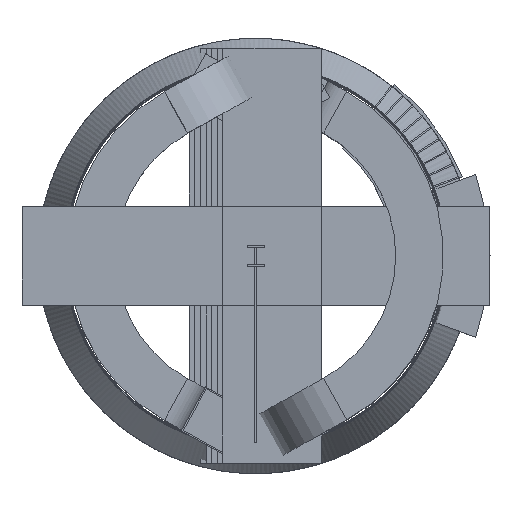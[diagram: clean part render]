
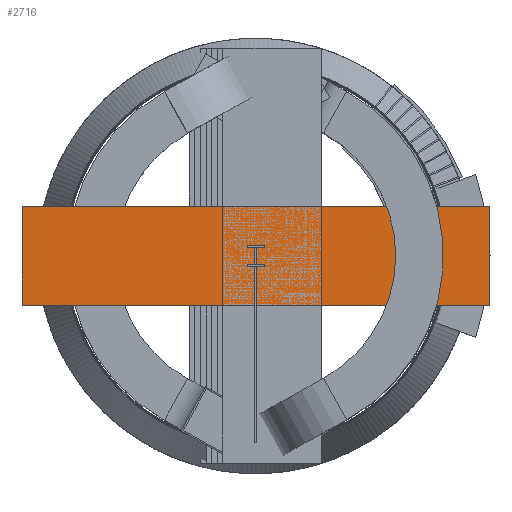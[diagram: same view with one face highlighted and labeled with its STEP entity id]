
A CAD part, top view. The second image highlights one B-rep face of the part: STEP entity #2716.
In plain terms, the highlighted planar face has unit normal (0, 0, 1).
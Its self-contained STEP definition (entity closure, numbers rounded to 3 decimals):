
#2402 = VERTEX_POINT('',#2403);
#2403 = CARTESIAN_POINT('',(-3431.5,-727.25,
    221.));
#2410 = PLANE('',#2411);
#2411 = AXIS2_PLACEMENT_3D('',#2412,#2413,#2414);
#2412 = CARTESIAN_POINT('',(-3431.5,-727.25,
    -221.));
#2413 = DIRECTION('',(1.,0.,0.));
#2414 = DIRECTION('',(0.,0.,1.));
#2422 = PLANE('',#2423);
#2423 = AXIS2_PLACEMENT_3D('',#2424,#2425,#2426);
#2424 = CARTESIAN_POINT('',(-3431.5,-727.25,
    -221.));
#2425 = DIRECTION('',(0.,1.,0.));
#2426 = DIRECTION('',(0.,0.,1.));
#2463 = VERTEX_POINT('',#2464);
#2464 = CARTESIAN_POINT('',(-3431.5,727.25,
    221.));
#2478 = PLANE('',#2479);
#2479 = AXIS2_PLACEMENT_3D('',#2480,#2481,#2482);
#2480 = CARTESIAN_POINT('',(-3431.5,727.25,
    -221.));
#2481 = DIRECTION('',(0.,1.,0.));
#2482 = DIRECTION('',(0.,0.,1.));
#2490 = EDGE_CURVE('',#2402,#2463,#2491,.T.);
#2491 = SURFACE_CURVE('',#2492,(#2496,#2503),.PCURVE_S1.);
#2492 = LINE('',#2493,#2494);
#2493 = CARTESIAN_POINT('',(-3431.5,-727.25,
    221.));
#2494 = VECTOR('',#2495,1.);
#2495 = DIRECTION('',(0.,1.,0.));
#2496 = PCURVE('',#2410,#2497);
#2497 = DEFINITIONAL_REPRESENTATION('',(#2498),#2502);
#2498 = LINE('',#2499,#2500);
#2499 = CARTESIAN_POINT('',(442.,0.));
#2500 = VECTOR('',#2501,1.);
#2501 = DIRECTION('',(0.,-1.));
#2502 = ( GEOMETRIC_REPRESENTATION_CONTEXT(2) 
PARAMETRIC_REPRESENTATION_CONTEXT() REPRESENTATION_CONTEXT('2D SPACE',''
  ) );
#2503 = PCURVE('',#2504,#2509);
#2504 = PLANE('',#2505);
#2505 = AXIS2_PLACEMENT_3D('',#2506,#2507,#2508);
#2506 = CARTESIAN_POINT('',(-3431.5,-727.25,
    221.));
#2507 = DIRECTION('',(0.,0.,1.));
#2508 = DIRECTION('',(1.,0.,0.));
#2509 = DEFINITIONAL_REPRESENTATION('',(#2510),#2514);
#2510 = LINE('',#2511,#2512);
#2511 = CARTESIAN_POINT('',(0.,0.));
#2512 = VECTOR('',#2513,1.);
#2513 = DIRECTION('',(0.,1.));
#2514 = ( GEOMETRIC_REPRESENTATION_CONTEXT(2) 
PARAMETRIC_REPRESENTATION_CONTEXT() REPRESENTATION_CONTEXT('2D SPACE',''
  ) );
#2522 = VERTEX_POINT('',#2523);
#2523 = CARTESIAN_POINT('',(3431.5,-727.25,
    221.));
#2530 = PLANE('',#2531);
#2531 = AXIS2_PLACEMENT_3D('',#2532,#2533,#2534);
#2532 = CARTESIAN_POINT('',(3431.5,-727.25,
    -221.));
#2533 = DIRECTION('',(1.,0.,0.));
#2534 = DIRECTION('',(0.,0.,1.));
#2573 = VERTEX_POINT('',#2574);
#2574 = CARTESIAN_POINT('',(3431.5,727.25,
    221.));
#2595 = EDGE_CURVE('',#2522,#2573,#2596,.T.);
#2596 = SURFACE_CURVE('',#2597,(#2601,#2608),.PCURVE_S1.);
#2597 = LINE('',#2598,#2599);
#2598 = CARTESIAN_POINT('',(3431.5,-727.25,
    221.));
#2599 = VECTOR('',#2600,1.);
#2600 = DIRECTION('',(0.,1.,0.));
#2601 = PCURVE('',#2530,#2602);
#2602 = DEFINITIONAL_REPRESENTATION('',(#2603),#2607);
#2603 = LINE('',#2604,#2605);
#2604 = CARTESIAN_POINT('',(442.,0.));
#2605 = VECTOR('',#2606,1.);
#2606 = DIRECTION('',(0.,-1.));
#2607 = ( GEOMETRIC_REPRESENTATION_CONTEXT(2) 
PARAMETRIC_REPRESENTATION_CONTEXT() REPRESENTATION_CONTEXT('2D SPACE',''
  ) );
#2608 = PCURVE('',#2504,#2609);
#2609 = DEFINITIONAL_REPRESENTATION('',(#2610),#2614);
#2610 = LINE('',#2611,#2612);
#2611 = CARTESIAN_POINT('',(6862.999,0.));
#2612 = VECTOR('',#2613,1.);
#2613 = DIRECTION('',(0.,1.));
#2614 = ( GEOMETRIC_REPRESENTATION_CONTEXT(2) 
PARAMETRIC_REPRESENTATION_CONTEXT() REPRESENTATION_CONTEXT('2D SPACE',''
  ) );
#2641 = EDGE_CURVE('',#2402,#2522,#2642,.T.);
#2642 = SURFACE_CURVE('',#2643,(#2647,#2654),.PCURVE_S1.);
#2643 = LINE('',#2644,#2645);
#2644 = CARTESIAN_POINT('',(-3431.5,-727.25,
    221.));
#2645 = VECTOR('',#2646,1.);
#2646 = DIRECTION('',(1.,0.,0.));
#2647 = PCURVE('',#2422,#2648);
#2648 = DEFINITIONAL_REPRESENTATION('',(#2649),#2653);
#2649 = LINE('',#2650,#2651);
#2650 = CARTESIAN_POINT('',(442.,0.));
#2651 = VECTOR('',#2652,1.);
#2652 = DIRECTION('',(0.,1.));
#2653 = ( GEOMETRIC_REPRESENTATION_CONTEXT(2) 
PARAMETRIC_REPRESENTATION_CONTEXT() REPRESENTATION_CONTEXT('2D SPACE',''
  ) );
#2654 = PCURVE('',#2504,#2655);
#2655 = DEFINITIONAL_REPRESENTATION('',(#2656),#2660);
#2656 = LINE('',#2657,#2658);
#2657 = CARTESIAN_POINT('',(0.,0.));
#2658 = VECTOR('',#2659,1.);
#2659 = DIRECTION('',(1.,0.));
#2660 = ( GEOMETRIC_REPRESENTATION_CONTEXT(2) 
PARAMETRIC_REPRESENTATION_CONTEXT() REPRESENTATION_CONTEXT('2D SPACE',''
  ) );
#2688 = EDGE_CURVE('',#2463,#2573,#2689,.T.);
#2689 = SURFACE_CURVE('',#2690,(#2694,#2701),.PCURVE_S1.);
#2690 = LINE('',#2691,#2692);
#2691 = CARTESIAN_POINT('',(-3431.5,727.25,
    221.));
#2692 = VECTOR('',#2693,1.);
#2693 = DIRECTION('',(1.,0.,0.));
#2694 = PCURVE('',#2478,#2695);
#2695 = DEFINITIONAL_REPRESENTATION('',(#2696),#2700);
#2696 = LINE('',#2697,#2698);
#2697 = CARTESIAN_POINT('',(442.,0.));
#2698 = VECTOR('',#2699,1.);
#2699 = DIRECTION('',(0.,1.));
#2700 = ( GEOMETRIC_REPRESENTATION_CONTEXT(2) 
PARAMETRIC_REPRESENTATION_CONTEXT() REPRESENTATION_CONTEXT('2D SPACE',''
  ) );
#2701 = PCURVE('',#2504,#2702);
#2702 = DEFINITIONAL_REPRESENTATION('',(#2703),#2707);
#2703 = LINE('',#2704,#2705);
#2704 = CARTESIAN_POINT('',(0.,1454.5));
#2705 = VECTOR('',#2706,1.);
#2706 = DIRECTION('',(1.,0.));
#2707 = ( GEOMETRIC_REPRESENTATION_CONTEXT(2) 
PARAMETRIC_REPRESENTATION_CONTEXT() REPRESENTATION_CONTEXT('2D SPACE',''
  ) );
#2716 = ADVANCED_FACE('',(#2717),#2504,.T.);
#2717 = FACE_BOUND('',#2718,.T.);
#2718 = EDGE_LOOP('',(#2719,#2720,#2721,#2722));
#2719 = ORIENTED_EDGE('',*,*,#2490,.F.);
#2720 = ORIENTED_EDGE('',*,*,#2641,.T.);
#2721 = ORIENTED_EDGE('',*,*,#2595,.T.);
#2722 = ORIENTED_EDGE('',*,*,#2688,.F.);
